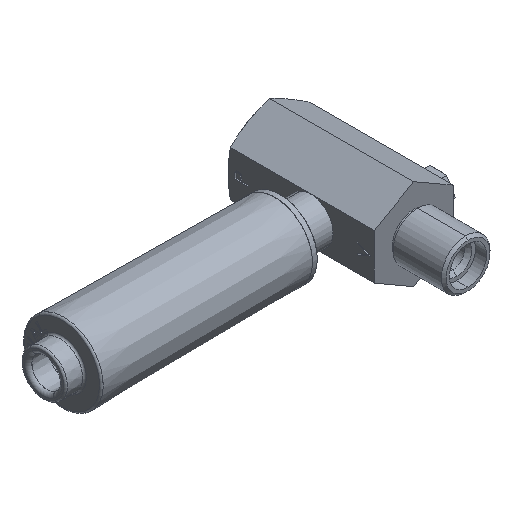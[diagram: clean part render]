
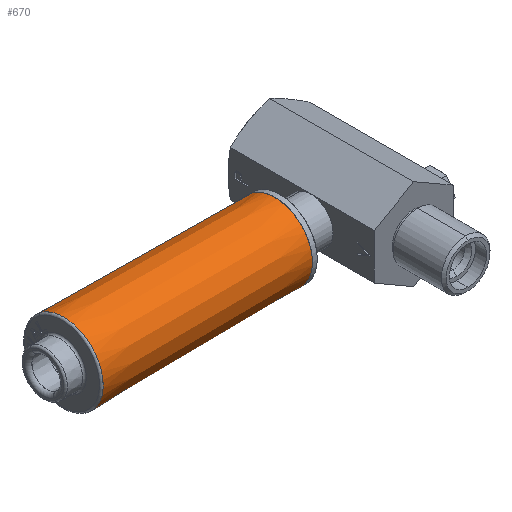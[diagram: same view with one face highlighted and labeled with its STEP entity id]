
A CAD part, isometric view. The second image highlights one B-rep face of the part: STEP entity #670.
In plain terms, the highlighted conical face has half-angle 0.5 degrees and reference radius 10.5 mm.
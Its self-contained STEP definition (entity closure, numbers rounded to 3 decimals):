
#670=ADVANCED_FACE('',(#1539),#1540,.T.);
#1539=FACE_OUTER_BOUND('',#2620,.T.);
#1540=CONICAL_SURFACE('',#2621,10.5,0.009);
#2620=EDGE_LOOP('',(#5773,#5774,#5775,#5776));
#2621=AXIS2_PLACEMENT_3D('',#5777,#5778,#5779);
#5773=ORIENTED_EDGE('',*,*,#7740,.F.);
#5774=ORIENTED_EDGE('',*,*,#7783,.T.);
#5775=ORIENTED_EDGE('',*,*,#7741,.T.);
#5776=ORIENTED_EDGE('',*,*,#7786,.T.);
#5777=CARTESIAN_POINT('',(-76.8,17.0,0.));
#5778=DIRECTION('',(-1.0,0.,0.));
#5779=DIRECTION('',(0.,0.588,0.809));
#7740=EDGE_CURVE('',#8999,#8966,#9001,.T.);
#7741=EDGE_CURVE('',#8998,#8964,#9002,.T.);
#7783=EDGE_CURVE('',#8999,#8998,#9082,.T.);
#7786=EDGE_CURVE('',#8964,#8966,#9085,.T.);
#8964=VERTEX_POINT('',#11503);
#8966=VERTEX_POINT('',#11505);
#8998=VERTEX_POINT('',#11545);
#8999=VERTEX_POINT('',#11546);
#9001=LINE('',#11548,#11549);
#9002=LINE('',#11550,#11551);
#9082=CIRCLE('',#11884,10.004);
#9085=CIRCLE('',#11887,10.496);
#11503=CARTESIAN_POINT('',(-76.296,23.169,8.491));
#11505=CARTESIAN_POINT('',(-76.296,10.831,-8.491));
#11545=CARTESIAN_POINT('',(-20.0,22.88,8.094));
#11546=CARTESIAN_POINT('',(-20.0,11.12,-8.094));
#11548=CARTESIAN_POINT('',(-76.8,10.828,-8.495));
#11549=VECTOR('',#13777,1000.0);
#11550=CARTESIAN_POINT('',(-76.8,23.172,8.495));
#11551=VECTOR('',#13778,1000.0);
#11884=AXIS2_PLACEMENT_3D('',#13805,#13806,#13807);
#11887=AXIS2_PLACEMENT_3D('',#13811,#13812,#13813);
#13777=DIRECTION('',(-1.,-0.005,-0.007));
#13778=DIRECTION('',(-1.,0.005,0.007));
#13805=CARTESIAN_POINT('',(-20.0,17.0,0.));
#13806=DIRECTION('',(-1.0,0.,0.));
#13807=DIRECTION('',(0.,0.588,0.809));
#13811=CARTESIAN_POINT('',(-76.296,17.0,0.));
#13812=DIRECTION('',(1.0,0.,0.));
#13813=DIRECTION('',(0.,-0.588,-0.809));
